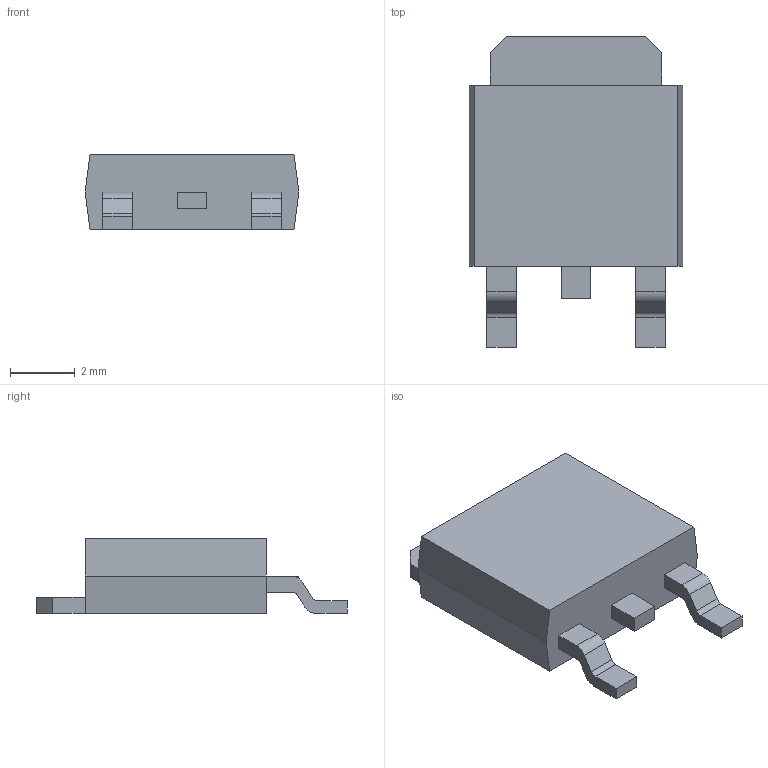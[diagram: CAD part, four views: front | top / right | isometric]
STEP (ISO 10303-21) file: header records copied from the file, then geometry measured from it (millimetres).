
FILE_DESCRIPTION (( 'STEP AP214' ), '1' );
FILE_NAME ('TO-252-3.STEP', '2009-08-03T10:02:58', ( 'xiaoxiu' ), ( 'DS' ), 'SwSTEP 2.0', 'SolidWorks 2009', '' );
FILE_SCHEMA (( 'AUTOMOTIVE_DESIGN' ));
Length unit declared in the file: millimetre
Products named in the file (1): TO-252-3
Bounding box: 6.6 x 9.6 x 2.3 mm (x, y, z)
Volume: 89.5 mm3; surface area: 160.4 mm2
Topology: 1 solids, 1 shells, 46 faces, 123 edges, 82 vertices
Faces by surface type: plane 38, cylinder 8
Entity records: 1952 total; most frequent: CARTESIAN_POINT 252, ORIENTED_EDGE 246, DIRECTION 233, EDGE_CURVE 123, VECTOR 107, LINE 107, VERTEX_POINT 82, AXIS2_PLACEMENT_3D 63
